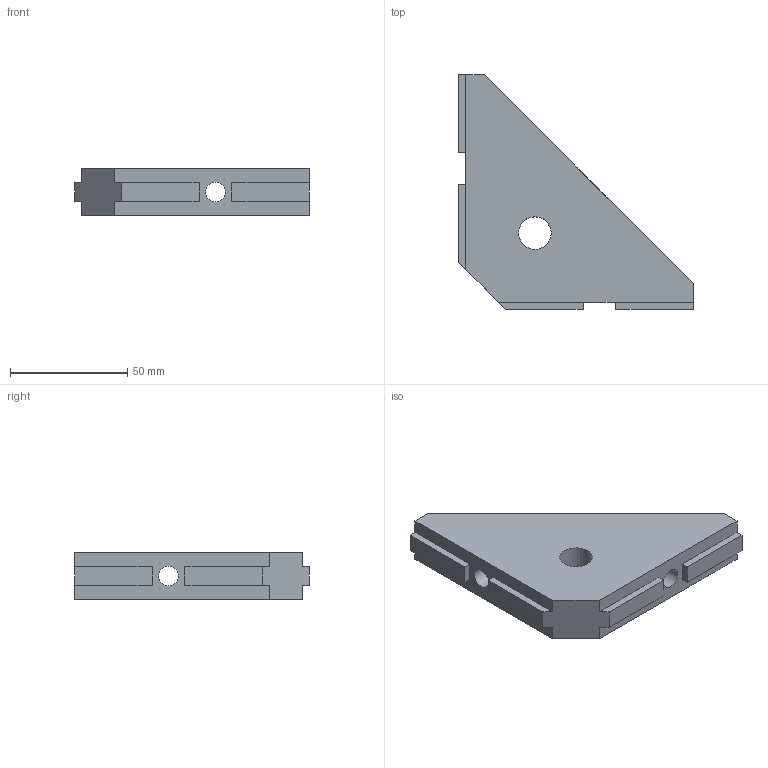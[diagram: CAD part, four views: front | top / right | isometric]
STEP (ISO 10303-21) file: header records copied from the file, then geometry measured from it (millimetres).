
FILE_DESCRIPTION((''),'2;1');
FILE_NAME('520246.ipt.stp','2010-09-05T12:22:46',(''),(''),'Autodesk Inventor 2010','Autodesk Inventor 2010','');
FILE_SCHEMA(('AUTOMOTIVE_DESIGN { 1 0 10303 214 1 1 1 1 }'));
Length unit declared in the file: millimetre
Products named in the file (1): 520246
Bounding box: 100 x 100 x 20 mm (x, y, z)
Volume: 95846.8 mm3; surface area: 22048.7 mm2
Topology: 1 solids, 1 shells, 31 faces, 85 edges, 57 vertices
Faces by surface type: plane 17, bspline 12, cylinder 2
Full cylindrical faces by diameter (mm): 8.5 x1, 14 x1
Entity records: 1003 total; most frequent: CARTESIAN_POINT 241, ORIENTED_EDGE 154, DIRECTION 128, EDGE_CURVE 77, VECTOR 66, LINE 66, VERTEX_POINT 54, EDGE_LOOP 43
